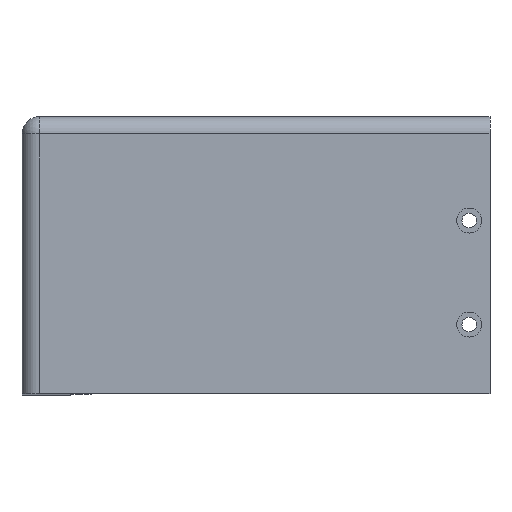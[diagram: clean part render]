
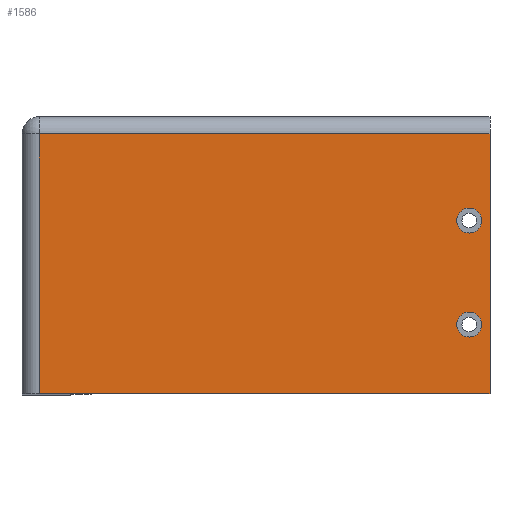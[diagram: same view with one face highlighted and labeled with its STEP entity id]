
A CAD part, top view. The second image highlights one B-rep face of the part: STEP entity #1586.
In plain terms, the highlighted planar face has unit normal (0, 0, 1).
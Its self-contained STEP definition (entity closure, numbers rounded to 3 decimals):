
#91=LINE('',#2483,#244);
#92=LINE('',#2488,#245);
#124=LINE('',#2597,#277);
#136=LINE('',#2623,#289);
#244=VECTOR('',#2003,10.);
#245=VECTOR('',#2010,10.);
#277=VECTOR('',#2134,10.);
#289=VECTOR('',#2158,10.);
#398=FACE_BOUND('',#591,.T.);
#399=FACE_BOUND('',#592,.T.);
#466=FACE_OUTER_BOUND('',#590,.T.);
#590=EDGE_LOOP('',(#1329,#1330,#1331,#1332));
#591=EDGE_LOOP('',(#1333));
#592=EDGE_LOOP('',(#1334));
#665=CIRCLE('',#1739,3.6);
#668=CIRCLE('',#1744,3.6);
#734=VERTEX_POINT('',#2424);
#760=VERTEX_POINT('',#2482);
#761=VERTEX_POINT('',#2486);
#782=VERTEX_POINT('',#2564);
#785=VERTEX_POINT('',#2573);
#792=VERTEX_POINT('',#2596);
#921=EDGE_CURVE('',#734,#760,#91,.T.);
#924=EDGE_CURVE('',#761,#734,#92,.T.);
#961=EDGE_CURVE('',#782,#782,#665,.T.);
#965=EDGE_CURVE('',#785,#785,#668,.T.);
#975=EDGE_CURVE('',#760,#792,#124,.T.);
#989=EDGE_CURVE('',#792,#761,#136,.T.);
#1329=ORIENTED_EDGE('',*,*,#924,.F.);
#1330=ORIENTED_EDGE('',*,*,#989,.F.);
#1331=ORIENTED_EDGE('',*,*,#975,.F.);
#1332=ORIENTED_EDGE('',*,*,#921,.F.);
#1333=ORIENTED_EDGE('',*,*,#961,.T.);
#1334=ORIENTED_EDGE('',*,*,#965,.T.);
#1499=PLANE('',#1764);
#1586=ADVANCED_FACE('',(#466,#398,#399),#1499,.T.);
#1739=AXIS2_PLACEMENT_3D('',#2565,#2094,#2095);
#1744=AXIS2_PLACEMENT_3D('',#2574,#2105,#2106);
#1764=AXIS2_PLACEMENT_3D('',#2626,#2162,#2163);
#2003=DIRECTION('',(1.,0.,0.));
#2010=DIRECTION('',(0.,1.,0.));
#2094=DIRECTION('center_axis',(0.,0.,-1.));
#2095=DIRECTION('ref_axis',(1.,0.,0.));
#2105=DIRECTION('center_axis',(0.,0.,-1.));
#2106=DIRECTION('ref_axis',(1.,0.,0.));
#2134=DIRECTION('',(0.,-1.,0.));
#2158=DIRECTION('',(-1.,0.,0.));
#2162=DIRECTION('center_axis',(0.,0.,1.));
#2163=DIRECTION('ref_axis',(1.,0.,0.));
#2424=CARTESIAN_POINT('',(-120.,5.,235.));
#2482=CARTESIAN_POINT('',(10.,5.,235.));
#2483=CARTESIAN_POINT('',(-93.75,5.,235.));
#2486=CARTESIAN_POINT('',(-120.,-70.,235.));
#2488=CARTESIAN_POINT('',(-120.,0.,235.));
#2564=CARTESIAN_POINT('',(0.4,-50.,235.));
#2565=CARTESIAN_POINT('Origin',(4.,-50.,235.));
#2573=CARTESIAN_POINT('',(0.4,-20.,235.));
#2574=CARTESIAN_POINT('Origin',(4.,-20.,235.));
#2596=CARTESIAN_POINT('',(10.,-70.,235.));
#2597=CARTESIAN_POINT('',(10.,10.,235.));
#2623=CARTESIAN_POINT('',(10.,-70.,235.));
#2626=CARTESIAN_POINT('Origin',(-125.,0.,235.));
